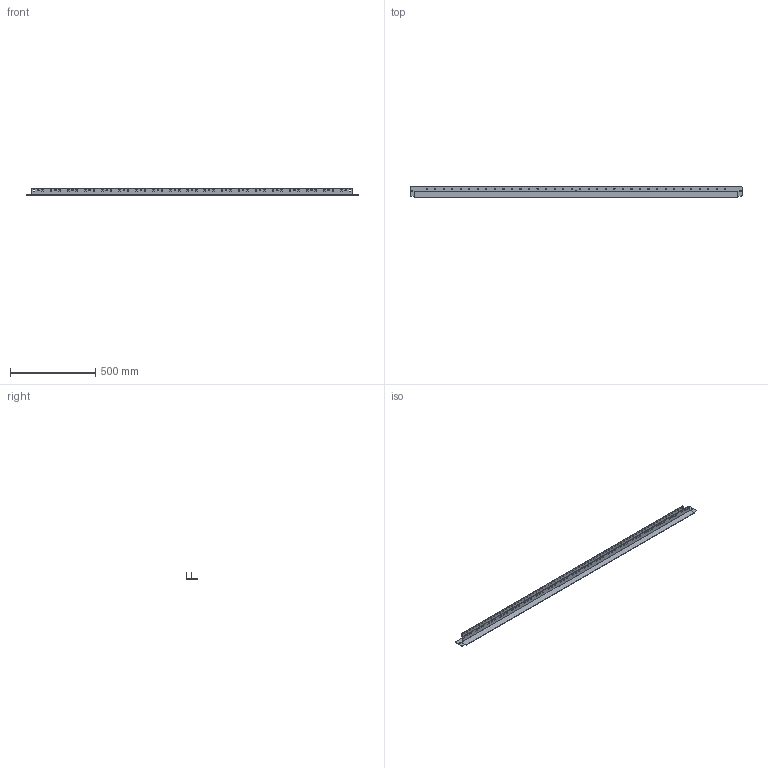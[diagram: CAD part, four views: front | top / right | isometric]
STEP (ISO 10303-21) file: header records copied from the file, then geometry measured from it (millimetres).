
FILE_DESCRIPTION (( 'STEP AP203' ), '1' );
FILE_NAME ('QB09C366.step', '2011-01-20T13:17:16', ( 'User' ), ( 'DKC' ), 'SwSTEP 2.0', 'SolidWorks 2010', '' );
FILE_SCHEMA (( 'CONFIG_CONTROL_DESIGN' ));
Length unit declared in the file: millimetre
Products named in the file (1): QB09C366
Bounding box: 1945 x 67.21 x 36.6 mm (x, y, z)
Volume: 478992 mm3; surface area: 651602.5 mm2
Topology: 1 solids, 1 shells, 466 faces, 1370 edges, 906 vertices
Faces by surface type: cylinder 278, plane 188
Entity records: 16449 total; most frequent: DIRECTION 2862, CARTESIAN_POINT 2743, ORIENTED_EDGE 2740, EDGE_CURVE 1370, AXIS2_PLACEMENT_3D 1025, VERTEX_POINT 906, LINE 812, VECTOR 812
